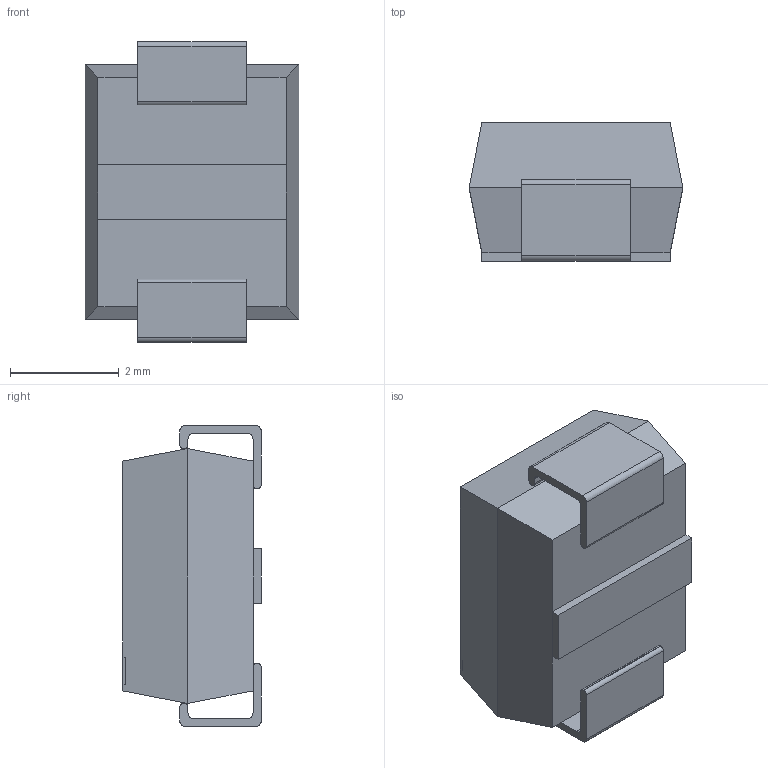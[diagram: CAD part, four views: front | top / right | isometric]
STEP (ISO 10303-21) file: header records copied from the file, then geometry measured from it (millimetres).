
FILE_DESCRIPTION (( 'STEP AP214' ), '1' );
FILE_NAME ('DO-214AA(SMB).STEP', '2017-11-18T14:48:56', ( '' ), ( '' ), 'SwSTEP 2.0', 'SolidWorks 2016', '' );
FILE_SCHEMA (( 'AUTOMOTIVE_DESIGN' ));
Length unit declared in the file: millimetre
Products named in the file (1): DO-214AA(SMB)
Bounding box: 3.94 x 2.55 x 5.55 mm (x, y, z)
Volume: 41.9 mm3; surface area: 93.4 mm2
Topology: 1 solids, 1 shells, 786 faces, 1610 edges, 1068 vertices
Faces by surface type: cylinder 500, plane 286
Entity records: 29866 total; most frequent: DIRECTION 4184, CARTESIAN_POINT 3465, ORIENTED_EDGE 3220, AXIS2_PLACEMENT_3D 1787, EDGE_CURVE 1610, VERTEX_POINT 1068, EDGE_LOOP 1028, CIRCLE 1000
